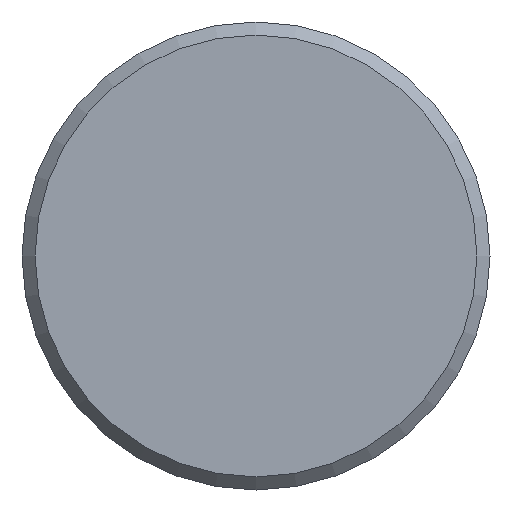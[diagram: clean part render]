
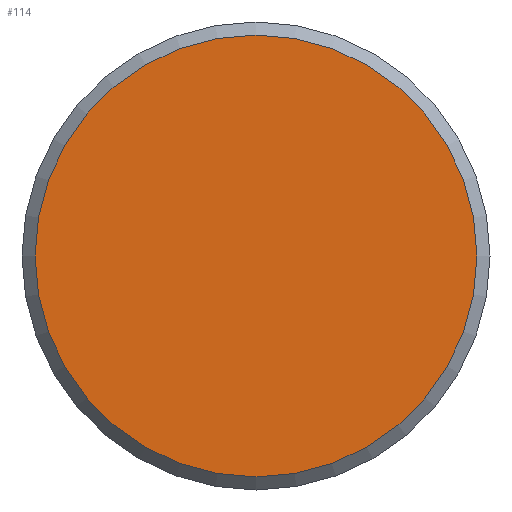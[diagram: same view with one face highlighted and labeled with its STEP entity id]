
A CAD part, left-side view. The second image highlights one B-rep face of the part: STEP entity #114.
In plain terms, the highlighted planar face has unit normal (-1, 0, 0).
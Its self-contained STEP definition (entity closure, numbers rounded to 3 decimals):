
#114=ADVANCED_FACE('',(#121),#119,.T.);
#119=PLANE('',#190);
#121=FACE_OUTER_BOUND('',#131,.T.);
#131=EDGE_LOOP('',(#147));
#147=ORIENTED_EDGE('',*,*,#167,.T.);
#159=VERTEX_POINT('',#249);
#167=EDGE_CURVE('',#159,#159,#175,.T.);
#175=CIRCLE('',#189,11.8);
#189=AXIS2_PLACEMENT_3D('',#248,#218,#219);
#190=AXIS2_PLACEMENT_3D('',#250,#220,#221);
#218=DIRECTION('',(-1.,0.,0.));
#219=DIRECTION('',(0.,0.,1.));
#220=DIRECTION('',(-1.,0.,0.));
#221=DIRECTION('',(0.,0.,1.));
#248=CARTESIAN_POINT('',(-2.3,0.,0.));
#249=CARTESIAN_POINT('',(-2.3,0.,11.8));
#250=CARTESIAN_POINT('',(-2.3,4.5,0.));
